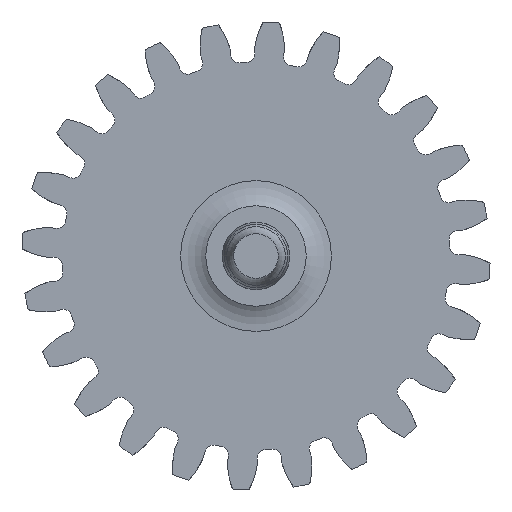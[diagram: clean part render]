
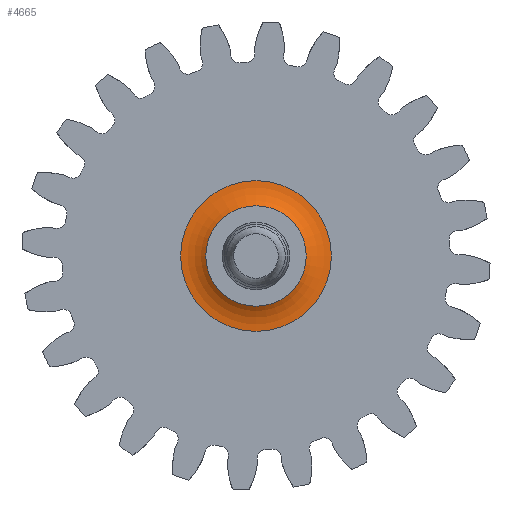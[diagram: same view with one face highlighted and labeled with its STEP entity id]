
A CAD part, left-side view. The second image highlights one B-rep face of the part: STEP entity #4665.
In plain terms, the highlighted toroidal (fillet/blend) face has major radius 6.668 mm and minor radius 3.81 mm.
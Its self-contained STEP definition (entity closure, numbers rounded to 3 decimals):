
#369=TOROIDAL_SURFACE('',#4940,6.668,3.81);
#373=FACE_OUTER_BOUND('',#631,.T.);
#631=EDGE_LOOP('',(#3058,#3059,#3060,#3061,#3062,#3063));
#1579=CIRCLE('',#4941,6.668);
#1580=CIRCLE('',#4942,3.81);
#1581=CIRCLE('',#4943,2.985);
#1582=CIRCLE('',#4944,2.985);
#1583=CIRCLE('',#4945,6.668);
#1799=VERTEX_POINT('',#6435);
#1800=VERTEX_POINT('',#6436);
#1801=VERTEX_POINT('',#6438);
#1802=VERTEX_POINT('',#6440);
#2303=EDGE_CURVE('',#1799,#1800,#1579,.T.);
#2304=EDGE_CURVE('',#1800,#1801,#1580,.T.);
#2305=EDGE_CURVE('',#1801,#1802,#1581,.T.);
#2306=EDGE_CURVE('',#1802,#1801,#1582,.T.);
#2307=EDGE_CURVE('',#1800,#1799,#1583,.T.);
#3058=ORIENTED_EDGE('',*,*,#2303,.T.);
#3059=ORIENTED_EDGE('',*,*,#2304,.T.);
#3060=ORIENTED_EDGE('',*,*,#2305,.T.);
#3061=ORIENTED_EDGE('',*,*,#2306,.T.);
#3062=ORIENTED_EDGE('',*,*,#2304,.F.);
#3063=ORIENTED_EDGE('',*,*,#2307,.T.);
#4665=ADVANCED_FACE('',(#373),#369,.F.);
#4940=AXIS2_PLACEMENT_3D('',#6434,#5329,#5330);
#4941=AXIS2_PLACEMENT_3D('',#6437,#5331,#5332);
#4942=AXIS2_PLACEMENT_3D('',#6439,#5333,#5334);
#4943=AXIS2_PLACEMENT_3D('',#6441,#5335,#5336);
#4944=AXIS2_PLACEMENT_3D('',#6442,#5337,#5338);
#4945=AXIS2_PLACEMENT_3D('',#6443,#5339,#5340);
#5329=DIRECTION('center_axis',(0.,0.,-1.));
#5330=DIRECTION('ref_axis',(-1.,0.,0.));
#5331=DIRECTION('center_axis',(0.,0.,-1.));
#5332=DIRECTION('ref_axis',(1.,0.,0.));
#5333=DIRECTION('center_axis',(0.,-1.,0.));
#5334=DIRECTION('ref_axis',(1.,0.,0.));
#5335=DIRECTION('center_axis',(0.,0.,1.));
#5336=DIRECTION('ref_axis',(1.,0.,0.));
#5337=DIRECTION('center_axis',(0.,0.,1.));
#5338=DIRECTION('ref_axis',(1.,0.,0.));
#5339=DIRECTION('center_axis',(0.,0.,-1.));
#5340=DIRECTION('ref_axis',(1.,0.,0.));
#6434=CARTESIAN_POINT('Origin',(0.,0.,
-8.572));
#6435=CARTESIAN_POINT('',(-6.667,0.,-4.762));
#6436=CARTESIAN_POINT('',(6.668,0.,-4.762));
#6437=CARTESIAN_POINT('Origin',(0.,0.,
-4.762));
#6438=CARTESIAN_POINT('',(2.985,0.,-7.597));
#6439=CARTESIAN_POINT('Origin',(6.668,0.,-8.572));
#6440=CARTESIAN_POINT('',(-2.984,0.,-7.597));
#6441=CARTESIAN_POINT('Origin',(0.,0.,
-7.597));
#6442=CARTESIAN_POINT('Origin',(0.,0.,
-7.597));
#6443=CARTESIAN_POINT('Origin',(0.,0.,
-4.762));
